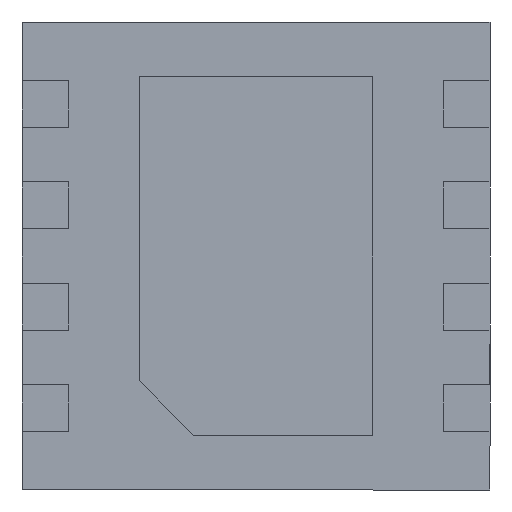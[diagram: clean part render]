
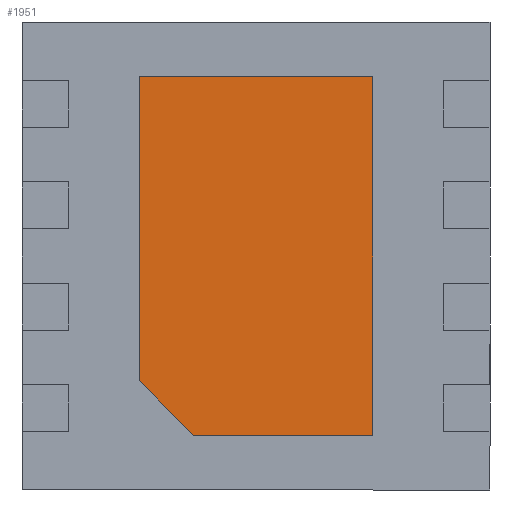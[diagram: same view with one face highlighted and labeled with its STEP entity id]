
A CAD part, front view. The second image highlights one B-rep face of the part: STEP entity #1951.
In plain terms, the highlighted planar face has unit normal (0, -1, 0).
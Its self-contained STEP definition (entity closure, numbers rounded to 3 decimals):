
#63 = LINE ( 'NONE', #1228, #1894 ) ;
#68 = VECTOR ( 'NONE', #199, 1000. ) ;
#119 = VERTEX_POINT ( 'NONE', #2544 ) ;
#199 = DIRECTION ( 'NONE',  ( 0., 0., -1. ) ) ;
#376 = DIRECTION ( 'NONE',  ( 1., 0., 0. ) ) ;
#522 = CARTESIAN_POINT ( 'NONE',  ( -0.75, 0., -0.8 ) ) ;
#551 = DIRECTION ( 'NONE',  ( 0.707, 0., -0.707 ) ) ;
#718 = DIRECTION ( 'NONE',  ( 0., -1., 0. ) ) ;
#732 = CARTESIAN_POINT ( 'NONE',  ( 0., 0., 0. ) ) ;
#823 = ORIENTED_EDGE ( 'NONE', *, *, #2159, .T. ) ;
#915 = CARTESIAN_POINT ( 'NONE',  ( 0.75, 0., 1.15 ) ) ;
#1073 = VERTEX_POINT ( 'NONE', #1468 ) ;
#1093 = CARTESIAN_POINT ( 'NONE',  ( -0.4, 0., -1.15 ) ) ;
#1143 = PLANE ( 'NONE',  #2864 ) ;
#1228 = CARTESIAN_POINT ( 'NONE',  ( 0.75, 0., 1.15 ) ) ;
#1265 = ORIENTED_EDGE ( 'NONE', *, *, #1832, .T. ) ;
#1358 = LINE ( 'NONE', #915, #2701 ) ;
#1455 = ORIENTED_EDGE ( 'NONE', *, *, #2043, .T. ) ;
#1468 = CARTESIAN_POINT ( 'NONE',  ( -0.75, 0., 1.15 ) ) ;
#1532 = CARTESIAN_POINT ( 'NONE',  ( -0.75, 0., -0.8 ) ) ;
#1620 = DIRECTION ( 'NONE',  ( 0., 0., -1. ) ) ;
#1781 = VECTOR ( 'NONE', #376, 1000. ) ;
#1793 = LINE ( 'NONE', #2697, #68 ) ;
#1824 = ORIENTED_EDGE ( 'NONE', *, *, #2433, .T. ) ;
#1832 = EDGE_CURVE ( 'NONE', #2327, #2175, #1936, .T. ) ;
#1893 = DIRECTION ( 'NONE',  ( 0., 0., 1. ) ) ;
#1894 = VECTOR ( 'NONE', #1893, 1000. ) ;
#1936 = LINE ( 'NONE', #2846, #1781 ) ;
#1951 = ADVANCED_FACE ( 'NONE', ( #2742 ), #1143, .T. ) ;
#2041 = DIRECTION ( 'NONE',  ( -1., 0., 0. ) ) ;
#2043 = EDGE_CURVE ( 'NONE', #1073, #2615, #1793, .T. ) ;
#2092 = EDGE_CURVE ( 'NONE', #2615, #2327, #2589, .T. ) ;
#2102 = CARTESIAN_POINT ( 'NONE',  ( 0.75, 0., -1.15 ) ) ;
#2159 = EDGE_CURVE ( 'NONE', #2175, #119, #63, .T. ) ;
#2175 = VERTEX_POINT ( 'NONE', #2102 ) ;
#2327 = VERTEX_POINT ( 'NONE', #1093 ) ;
#2377 = ORIENTED_EDGE ( 'NONE', *, *, #2092, .T. ) ;
#2433 = EDGE_CURVE ( 'NONE', #119, #1073, #1358, .T. ) ;
#2492 = VECTOR ( 'NONE', #551, 1000. ) ;
#2544 = CARTESIAN_POINT ( 'NONE',  ( 0.75, 0., 1.15 ) ) ;
#2589 = LINE ( 'NONE', #522, #2492 ) ;
#2615 = VERTEX_POINT ( 'NONE', #1532 ) ;
#2697 = CARTESIAN_POINT ( 'NONE',  ( -0.75, 0., 1.15 ) ) ;
#2701 = VECTOR ( 'NONE', #2041, 1000. ) ;
#2742 = FACE_OUTER_BOUND ( 'NONE', #2764, .T. ) ;
#2764 = EDGE_LOOP ( 'NONE', ( #1824, #1455, #2377, #1265, #823 ) ) ;
#2846 = CARTESIAN_POINT ( 'NONE',  ( 0.75, 0., -1.15 ) ) ;
#2864 = AXIS2_PLACEMENT_3D ( 'NONE', #732, #718, #1620 ) ;
